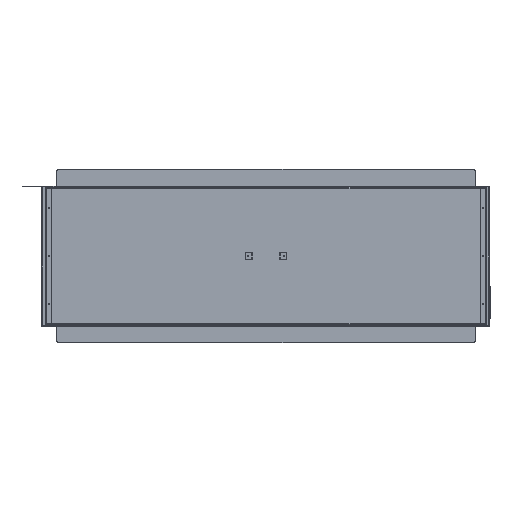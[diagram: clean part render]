
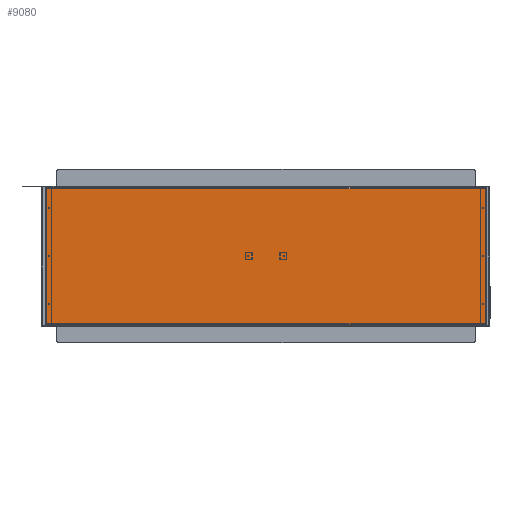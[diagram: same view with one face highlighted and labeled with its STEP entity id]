
A CAD part, top view. The second image highlights one B-rep face of the part: STEP entity #9080.
In plain terms, the highlighted planar face has unit normal (0, 0, 1).
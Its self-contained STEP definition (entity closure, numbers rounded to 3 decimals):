
#51 = CARTESIAN_POINT ( 'NONE',  ( -640., -197.5, 0. ) ) ;
#552 = DIRECTION ( 'NONE',  ( 1., 0., 0. ) ) ;
#3492 = EDGE_CURVE ( 'NONE', #54510, #26768, #89820, .T. ) ;
#3576 = VECTOR ( 'NONE', #14113, 1000. ) ;
#5515 = DIRECTION ( 'NONE',  ( 0., -1., 0. ) ) ;
#7069 = AXIS2_PLACEMENT_3D ( 'NONE', #10852, #26967, #41148 ) ;
#7484 = EDGE_LOOP ( 'NONE', ( #98323, #81729, #22861, #72036 ) ) ;
#9080 = ADVANCED_FACE ( 'NONE', ( #17900 ), #89090, .T. ) ;
#10852 = CARTESIAN_POINT ( 'NONE',  ( 0., 0., 0. ) ) ;
#11384 = EDGE_CURVE ( 'NONE', #26768, #69347, #31837, .T. ) ;
#11532 = CARTESIAN_POINT ( 'NONE',  ( 640., -197.5, 0. ) ) ;
#13561 = CARTESIAN_POINT ( 'NONE',  ( -640., 199.5, 0. ) ) ;
#14113 = DIRECTION ( 'NONE',  ( 0., 1., 0. ) ) ;
#17900 = FACE_OUTER_BOUND ( 'NONE', #7484, .T. ) ;
#20330 = CARTESIAN_POINT ( 'NONE',  ( 640., 197.5, 0. ) ) ;
#22546 = CARTESIAN_POINT ( 'NONE',  ( -640., 197.5, 0. ) ) ;
#22861 = ORIENTED_EDGE ( 'NONE', *, *, #80657, .T. ) ;
#26768 = VERTEX_POINT ( 'NONE', #64342 ) ;
#26967 = DIRECTION ( 'NONE',  ( 0., 0., 1. ) ) ;
#31165 = VECTOR ( 'NONE', #552, 1000. ) ;
#31837 = LINE ( 'NONE', #51, #31165 ) ;
#36794 = CARTESIAN_POINT ( 'NONE',  ( 640., 199.5, 0. ) ) ;
#41148 = DIRECTION ( 'NONE',  ( 1., 0., 0. ) ) ;
#45513 = CARTESIAN_POINT ( 'NONE',  ( 640., 197.5, 0. ) ) ;
#46859 = VERTEX_POINT ( 'NONE', #20330 ) ;
#54510 = VERTEX_POINT ( 'NONE', #22546 ) ;
#58380 = VECTOR ( 'NONE', #5515, 1000. ) ;
#64342 = CARTESIAN_POINT ( 'NONE',  ( -640., -197.5, 0. ) ) ;
#66925 = VECTOR ( 'NONE', #99049, 1000. ) ;
#69347 = VERTEX_POINT ( 'NONE', #11532 ) ;
#72036 = ORIENTED_EDGE ( 'NONE', *, *, #84675, .T. ) ;
#74681 = LINE ( 'NONE', #36794, #3576 ) ;
#80657 = EDGE_CURVE ( 'NONE', #69347, #46859, #74681, .T. ) ;
#81729 = ORIENTED_EDGE ( 'NONE', *, *, #11384, .T. ) ;
#83901 = LINE ( 'NONE', #45513, #66925 ) ;
#84675 = EDGE_CURVE ( 'NONE', #46859, #54510, #83901, .T. ) ;
#89090 = PLANE ( 'NONE',  #7069 ) ;
#89820 = LINE ( 'NONE', #13561, #58380 ) ;
#98323 = ORIENTED_EDGE ( 'NONE', *, *, #3492, .T. ) ;
#99049 = DIRECTION ( 'NONE',  ( -1., 0., 0. ) ) ;
